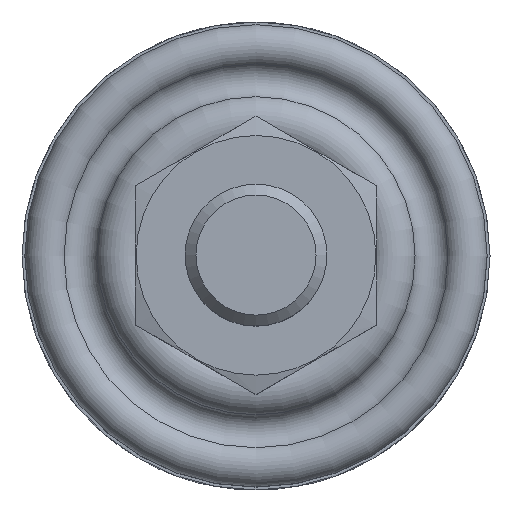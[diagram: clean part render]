
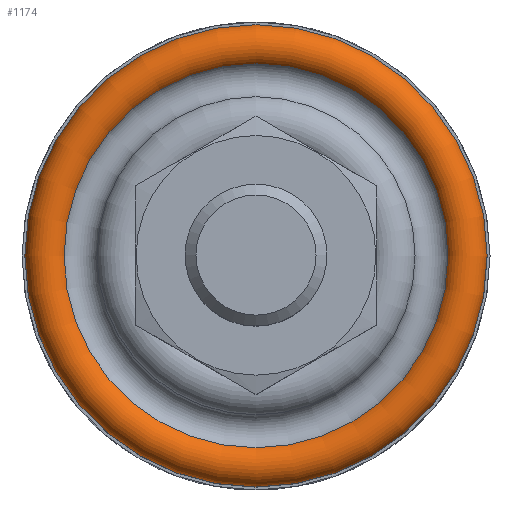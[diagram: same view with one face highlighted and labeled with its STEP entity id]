
A CAD part, top view. The second image highlights one B-rep face of the part: STEP entity #1174.
In plain terms, the highlighted toroidal (fillet/blend) face has major radius 14.8 mm and minor radius 1.5 mm.
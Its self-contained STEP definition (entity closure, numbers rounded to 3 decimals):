
#74=TOROIDAL_SURFACE('',#1271,14.8,1.5);
#298=ORIENTED_EDGE('',*,*,#449,.T.);
#299=ORIENTED_EDGE('',*,*,#388,.F.);
#388=EDGE_CURVE('',#494,#494,#575,.T.);
#449=EDGE_CURVE('',#540,#540,#600,.T.);
#494=VERTEX_POINT('',#1568);
#540=VERTEX_POINT('',#1799);
#575=CIRCLE('',#1214,16.3);
#600=CIRCLE('',#1270,13.534);
#665=EDGE_LOOP('',(#298));
#666=EDGE_LOOP('',(#299));
#756=FACE_BOUND('',#665,.T.);
#757=FACE_BOUND('',#666,.T.);
#1174=ADVANCED_FACE('',(#756,#757),#74,.T.);
#1214=AXIS2_PLACEMENT_3D('',#1567,#1323,#1324);
#1270=AXIS2_PLACEMENT_3D('',#1798,#1455,#1456);
#1271=AXIS2_PLACEMENT_3D('',#1800,#1457,#1458);
#1323=DIRECTION('',(0.,0.,-1.));
#1324=DIRECTION('',(-1.,0.,0.));
#1455=DIRECTION('',(0.,0.,-1.));
#1456=DIRECTION('',(-1.,0.,0.));
#1457=DIRECTION('',(0.,0.,-1.));
#1458=DIRECTION('',(-1.,0.,0.));
#1567=CARTESIAN_POINT('',(0.,0.,63.3));
#1568=CARTESIAN_POINT('',(-16.3,0.,63.3));
#1798=CARTESIAN_POINT('',(0.,0.,64.105));
#1799=CARTESIAN_POINT('',(-13.534,0.,64.105));
#1800=CARTESIAN_POINT('',(0.,0.,63.3));
